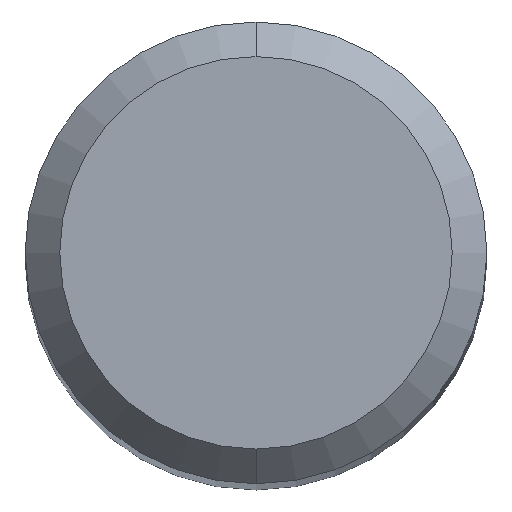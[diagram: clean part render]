
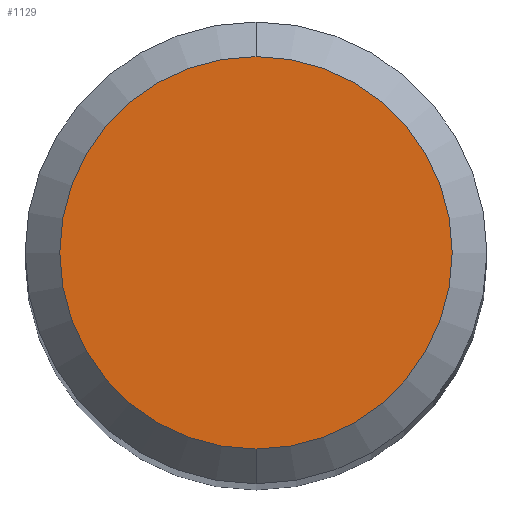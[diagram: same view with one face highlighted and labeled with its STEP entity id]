
A CAD part, top view. The second image highlights one B-rep face of the part: STEP entity #1129.
In plain terms, the highlighted planar face has unit normal (0, 0, 1).
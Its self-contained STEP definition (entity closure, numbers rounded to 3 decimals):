
#497=EDGE_CURVE('',#739,#623,#1355,.T.);
#615=EDGE_CURVE('',#623,#739,#1483,.T.);
#623=VERTEX_POINT('',#1492);
#739=VERTEX_POINT('',#1619);
#1129=ADVANCED_FACE('',(#2040),#2041,.T.);
#1355=CIRCLE('',#2417,1.7);
#1483=CIRCLE('',#2914,1.7);
#1492=CARTESIAN_POINT('',(0.,-1.7,0.0));
#1619=CARTESIAN_POINT('',(0.0,1.7,0.0));
#2040=FACE_OUTER_BOUND('',#5557,.T.);
#2041=PLANE('',#5558);
#2417=AXIS2_PLACEMENT_3D('',#6389,#6390,#6391);
#2914=AXIS2_PLACEMENT_3D('',#6518,#6519,#6520);
#5557=EDGE_LOOP('',(#7104,#7105));
#5558=AXIS2_PLACEMENT_3D('',#7106,#7107,#7108);
#6389=CARTESIAN_POINT('',(0.0,0.0,0.0));
#6390=DIRECTION('',(0.0,0.0,-1.0));
#6391=DIRECTION('',(0.0,1.0,0.0));
#6518=CARTESIAN_POINT('',(0.0,0.0,0.0));
#6519=DIRECTION('',(0.0,0.0,-1.0));
#6520=DIRECTION('',(0.0,1.0,0.0));
#7104=ORIENTED_EDGE('',*,*,#497,.F.);
#7105=ORIENTED_EDGE('',*,*,#615,.F.);
#7106=CARTESIAN_POINT('',(0.0,0.85,0.0));
#7107=DIRECTION('',(-0.0,0.0,1.0));
#7108=DIRECTION('',(0.0,-1.0,0.0));
